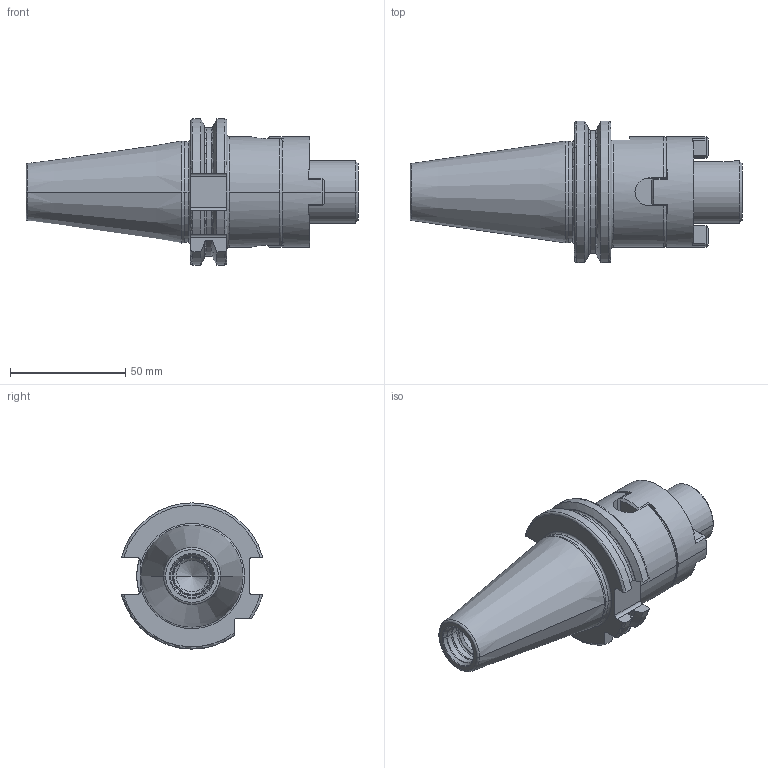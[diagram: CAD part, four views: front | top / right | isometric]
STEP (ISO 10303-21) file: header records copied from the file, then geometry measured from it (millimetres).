
FILE_DESCRIPTION((''),'2;1');
FILE_NAME('40-340-27_ASM','2011-08-30T',('mei'),(''),'PRO/ENGINEER BY PARAMETRIC TECHNOLOGY CORPORATION, 2010430','PRO/ENGINEER BY PARAMETRIC TECHNOLOGY CORPORATION, 2010430','');
FILE_SCHEMA(('CONFIG_CONTROL_DESIGN'));
Length unit declared in the file: millimetre
Products named in the file (3): 40-340-27; 85-200-27; 40-340-27_ASM
Assembly tree (2 placements, depth 2):
  40-340-27_ASM
    40-340-27
    85-200-27
Bounding box: 144.25 x 61.42 x 63.51 mm (x, y, z)
Volume: 177269 mm3; surface area: 35618.6 mm2
Topology: 2 solids, 4 shells, 190 faces, 518 edges, 334 vertices
Faces by surface type: plane 89, cylinder 44, cone 30, torus 27
Entity records: 6483 total; most frequent: CARTESIAN_POINT 1593, ORIENTED_EDGE 1020, DIRECTION 1015, EDGE_CURVE 514, AXIS2_PLACEMENT_3D 385, VERTEX_POINT 334, VECTOR 245, LINE 245
